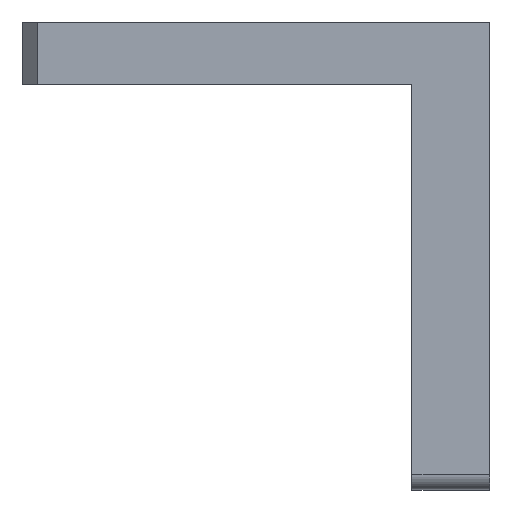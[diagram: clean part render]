
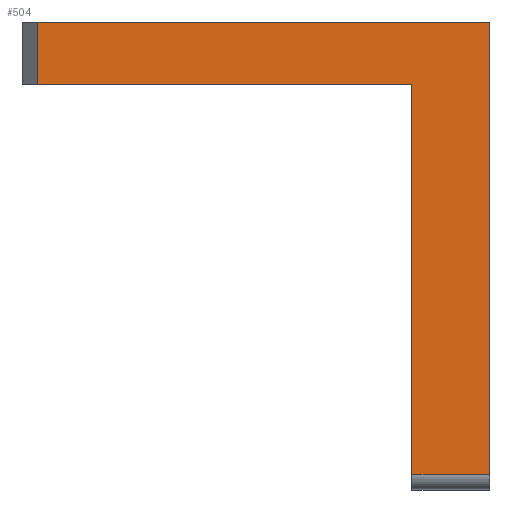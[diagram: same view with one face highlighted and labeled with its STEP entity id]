
A CAD part, top view. The second image highlights one B-rep face of the part: STEP entity #504.
In plain terms, the highlighted planar face has unit normal (0, 0, 1).
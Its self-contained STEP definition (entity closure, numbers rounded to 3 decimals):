
#41 = AXIS2_PLACEMENT_3D ( 'NONE', #773, #533, #419 ) ;
#54 = CARTESIAN_POINT ( 'NONE',  ( -30., -8., 40. ) ) ;
#56 = PLANE ( 'NONE',  #41 ) ;
#88 = VECTOR ( 'NONE', #626, 1000. ) ;
#97 = VERTEX_POINT ( 'NONE', #1142 ) ;
#139 = VECTOR ( 'NONE', #644, 1000. ) ;
#157 = EDGE_CURVE ( 'NONE', #97, #1207, #219, .T. ) ;
#160 = ORIENTED_EDGE ( 'NONE', *, *, #376, .T. ) ;
#169 = ORIENTED_EDGE ( 'NONE', *, *, #720, .T. ) ;
#197 = CARTESIAN_POINT ( 'NONE',  ( -28., -8., 40. ) ) ;
#219 = LINE ( 'NONE', #1041, #484 ) ;
#223 = LINE ( 'NONE', #570, #1270 ) ;
#270 = LINE ( 'NONE', #54, #88 ) ;
#294 = LINE ( 'NONE', #874, #139 ) ;
#308 = DIRECTION ( 'NONE',  ( 0., -1., 0. ) ) ;
#376 = EDGE_CURVE ( 'NONE', #1207, #822, #892, .T. ) ;
#392 = VERTEX_POINT ( 'NONE', #411 ) ;
#411 = CARTESIAN_POINT ( 'NONE',  ( -28., 0., 40. ) ) ;
#419 = DIRECTION ( 'NONE',  ( 1., 0., 0. ) ) ;
#465 = CARTESIAN_POINT ( 'NONE',  ( -28., -8., 40. ) ) ;
#484 = VECTOR ( 'NONE', #1441, 1000. ) ;
#504 = ADVANCED_FACE ( 'NONE', ( #1111 ), #56, .T. ) ;
#533 = DIRECTION ( 'NONE',  ( 0., 0., 1. ) ) ;
#570 = CARTESIAN_POINT ( 'NONE',  ( -30., 0., 40. ) ) ;
#594 = VERTEX_POINT ( 'NONE', #1158 ) ;
#626 = DIRECTION ( 'NONE',  ( 1., 0., 0. ) ) ;
#644 = DIRECTION ( 'NONE',  ( 0., 1., 0. ) ) ;
#652 = CARTESIAN_POINT ( 'NONE',  ( 30., -8., 40. ) ) ;
#669 = EDGE_CURVE ( 'NONE', #97, #594, #294, .T. ) ;
#677 = CARTESIAN_POINT ( 'NONE',  ( 30., 0., 40. ) ) ;
#710 = ORIENTED_EDGE ( 'NONE', *, *, #157, .T. ) ;
#720 = EDGE_CURVE ( 'NONE', #1036, #594, #270, .T. ) ;
#773 = CARTESIAN_POINT ( 'NONE',  ( -30., -8., 40. ) ) ;
#822 = VERTEX_POINT ( 'NONE', #677 ) ;
#874 = CARTESIAN_POINT ( 'NONE',  ( 20., -60., 40. ) ) ;
#877 = DIRECTION ( 'NONE',  ( 0., 1., 0. ) ) ;
#888 = EDGE_CURVE ( 'NONE', #392, #1036, #891, .T. ) ;
#891 = LINE ( 'NONE', #197, #1146 ) ;
#892 = LINE ( 'NONE', #652, #1493 ) ;
#963 = ORIENTED_EDGE ( 'NONE', *, *, #1010, .F. ) ;
#1010 = EDGE_CURVE ( 'NONE', #392, #822, #223, .T. ) ;
#1036 = VERTEX_POINT ( 'NONE', #465 ) ;
#1041 = CARTESIAN_POINT ( 'NONE',  ( 30., -58., 40. ) ) ;
#1067 = ORIENTED_EDGE ( 'NONE', *, *, #669, .F. ) ;
#1111 = FACE_OUTER_BOUND ( 'NONE', #1219, .T. ) ;
#1142 = CARTESIAN_POINT ( 'NONE',  ( 20., -58., 40. ) ) ;
#1146 = VECTOR ( 'NONE', #308, 1000. ) ;
#1158 = CARTESIAN_POINT ( 'NONE',  ( 20., -8., 40. ) ) ;
#1207 = VERTEX_POINT ( 'NONE', #1242 ) ;
#1219 = EDGE_LOOP ( 'NONE', ( #1067, #710, #160, #963, #1279, #169 ) ) ;
#1242 = CARTESIAN_POINT ( 'NONE',  ( 30., -58., 40. ) ) ;
#1270 = VECTOR ( 'NONE', #1388, 1000. ) ;
#1279 = ORIENTED_EDGE ( 'NONE', *, *, #888, .T. ) ;
#1388 = DIRECTION ( 'NONE',  ( 1., 0., 0. ) ) ;
#1441 = DIRECTION ( 'NONE',  ( 1., 0., 0. ) ) ;
#1493 = VECTOR ( 'NONE', #877, 1000. ) ;
